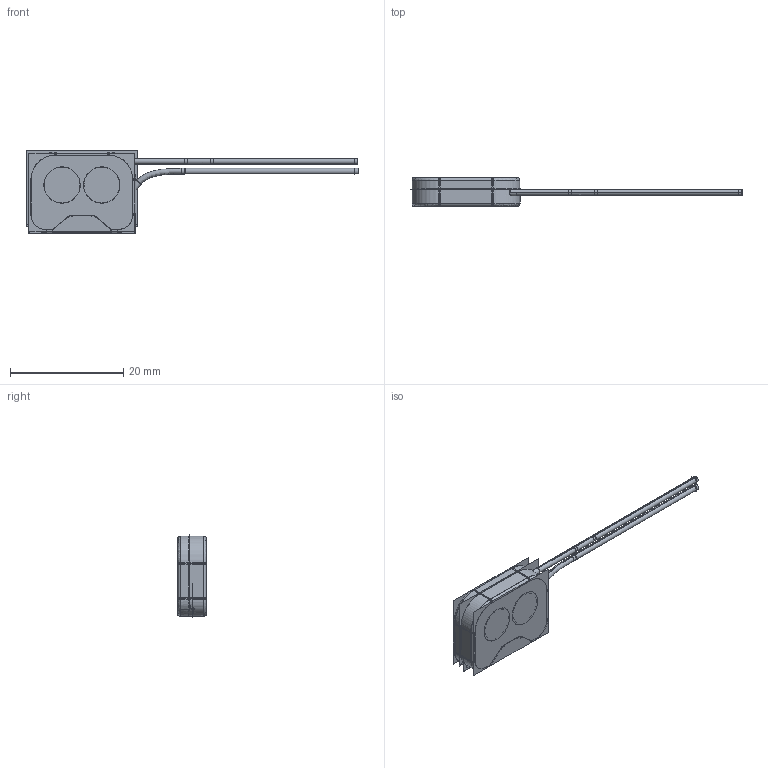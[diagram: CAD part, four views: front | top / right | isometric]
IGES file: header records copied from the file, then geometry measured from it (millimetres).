
Start section:  PTC IGES file: 166391.igs
Global section: file name: 166391.igs; native system: Creo Parametric by Parametric Technology Corporation; preprocessor: 2013230; author: pdmadmin; organization: Unknown; date: 20160105.125301; units: millimetre
Bounding box: 58.66 x 5 x 14.57 mm (x, y, z)
Volume: 978.8 mm3; surface area: 12798.7 mm2
Topology: 8 solids, 10 shells, 1150 faces, 5864 edges, 7399 vertices
Faces by surface type: revolution 604, bspline 546
